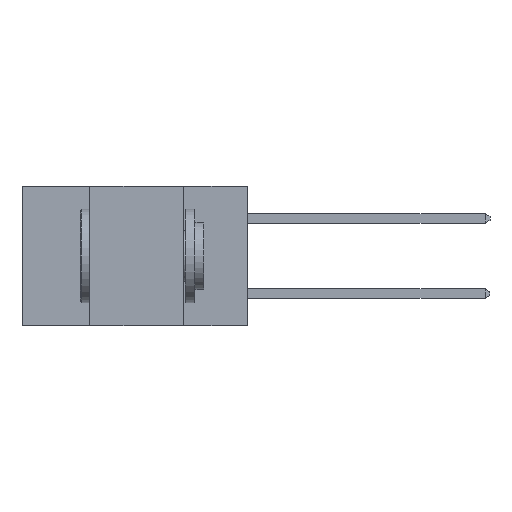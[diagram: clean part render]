
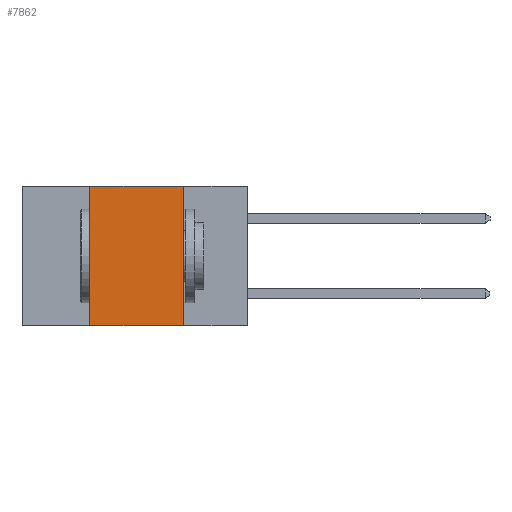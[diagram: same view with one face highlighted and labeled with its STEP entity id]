
A CAD part, left-side view. The second image highlights one B-rep face of the part: STEP entity #7862.
In plain terms, the highlighted planar face has unit normal (-1, 0, 0).
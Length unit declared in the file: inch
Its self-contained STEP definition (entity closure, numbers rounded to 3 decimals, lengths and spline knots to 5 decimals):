
#718 = LINE ( 'NONE', #16840, #4749 ) ;
#1401 = ORIENTED_EDGE ( 'NONE', *, *, #4425, .F. ) ;
#1488 = VERTEX_POINT ( 'NONE', #13688 ) ;
#2204 = FACE_OUTER_BOUND ( 'NONE', #8371, .T. ) ;
#2477 = ORIENTED_EDGE ( 'NONE', *, *, #5853, .F. ) ;
#3993 = CARTESIAN_POINT ( 'NONE',  ( 0., 0.42, 0. ) ) ;
#4058 = VERTEX_POINT ( 'NONE', #9247 ) ;
#4425 = EDGE_CURVE ( 'NONE', #5474, #14617, #718, .T. ) ;
#4749 = VECTOR ( 'NONE', #10432, 39.37008 ) ;
#4827 = LINE ( 'NONE', #12787, #11663 ) ;
#5225 = DIRECTION ( 'NONE',  ( 1., 0., 0. ) ) ;
#5369 = ORIENTED_EDGE ( 'NONE', *, *, #12633, .T. ) ;
#5474 = VERTEX_POINT ( 'NONE', #16343 ) ;
#5853 = EDGE_CURVE ( 'NONE', #14617, #4058, #11944, .T. ) ;
#6093 = DIRECTION ( 'NONE',  ( 0., -1., 0. ) ) ;
#6295 = CARTESIAN_POINT ( 'NONE',  ( 0., 0.6, 0. ) ) ;
#7862 = ADVANCED_FACE ( 'NONE', ( #2204 ), #11984, .F. ) ;
#7930 = VECTOR ( 'NONE', #8832, 39.37008 ) ;
#8098 = EDGE_CURVE ( 'NONE', #4058, #1488, #13184, .T. ) ;
#8370 = CARTESIAN_POINT ( 'NONE',  ( 0., 0.17, 0. ) ) ;
#8371 = EDGE_LOOP ( 'NONE', ( #9192, #2477, #1401, #5369 ) ) ;
#8433 = DIRECTION ( 'NONE',  ( 0., 0., -1. ) ) ;
#8815 = AXIS2_PLACEMENT_3D ( 'NONE', #13260, #5225, #14566 ) ;
#8832 = DIRECTION ( 'NONE',  ( 0., -1., 0. ) ) ;
#9192 = ORIENTED_EDGE ( 'NONE', *, *, #8098, .F. ) ;
#9247 = CARTESIAN_POINT ( 'NONE',  ( 0., 0.17, 0. ) ) ;
#10432 = DIRECTION ( 'NONE',  ( 0., 0., 1. ) ) ;
#11663 = VECTOR ( 'NONE', #6093, 39.37008 ) ;
#11944 = LINE ( 'NONE', #6295, #7930 ) ;
#11984 = PLANE ( 'NONE',  #8815 ) ;
#12387 = VECTOR ( 'NONE', #8433, 39.37008 ) ;
#12633 = EDGE_CURVE ( 'NONE', #5474, #1488, #4827, .T. ) ;
#12787 = CARTESIAN_POINT ( 'NONE',  ( 0., 0.6, -0.37 ) ) ;
#13184 = LINE ( 'NONE', #8370, #12387 ) ;
#13260 = CARTESIAN_POINT ( 'NONE',  ( 0., 0.6, 0. ) ) ;
#13688 = CARTESIAN_POINT ( 'NONE',  ( 0., 0.17, -0.37 ) ) ;
#14566 = DIRECTION ( 'NONE',  ( 0., 0., -1. ) ) ;
#14617 = VERTEX_POINT ( 'NONE', #3993 ) ;
#16343 = CARTESIAN_POINT ( 'NONE',  ( 0., 0.42, -0.37 ) ) ;
#16840 = CARTESIAN_POINT ( 'NONE',  ( 0., 0.42, 0. ) ) ;
